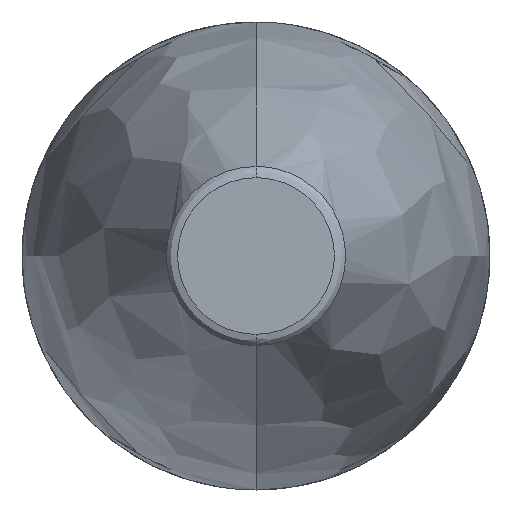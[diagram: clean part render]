
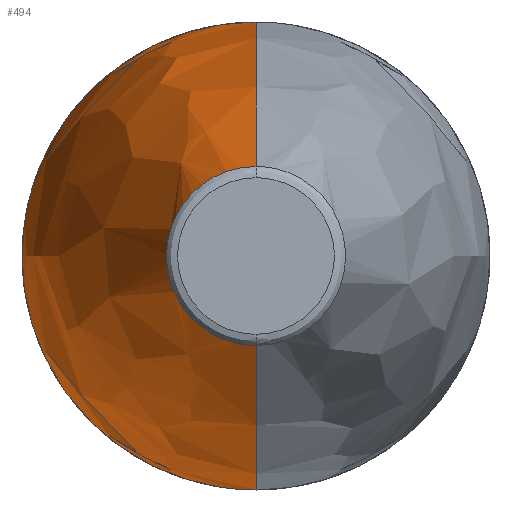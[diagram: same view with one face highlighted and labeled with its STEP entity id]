
A CAD part, left-side view. The second image highlights one B-rep face of the part: STEP entity #494.
In plain terms, the highlighted free-form (B-spline) face has degree [2, 2] with [5, 3] control points.
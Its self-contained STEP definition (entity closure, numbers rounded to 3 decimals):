
#463 = VERTEX_POINT('',#464);
#464 = CARTESIAN_POINT('',(-53.07,49.107,
    67.248));
#469 = EDGE_CURVE('',#470,#463,#472,.T.);
#470 = VERTEX_POINT('',#471);
#471 = CARTESIAN_POINT('',(-53.07,49.107,
    99.329));
#472 = ( BOUNDED_CURVE() B_SPLINE_CURVE(2,(#473,#474,#475,#476,#477),
.UNSPECIFIED.,.F.,.F.) B_SPLINE_CURVE_WITH_KNOTS((3,2,3),(0.,
1.571,3.142),.PIECEWISE_BEZIER_KNOTS.) CURVE() 
GEOMETRIC_REPRESENTATION_ITEM() RATIONAL_B_SPLINE_CURVE((1.,
0.707,1.,0.707,1.)) REPRESENTATION_ITEM('') );
#473 = CARTESIAN_POINT('',(-53.07,49.107,
    99.329));
#474 = CARTESIAN_POINT('',(-53.07,65.148,
    99.329));
#475 = CARTESIAN_POINT('',(-53.07,65.148,
    83.288));
#476 = CARTESIAN_POINT('',(-53.07,65.148,
    67.248));
#477 = CARTESIAN_POINT('',(-53.07,49.107,
    67.248));
#494 = ADVANCED_FACE('',(#495),#522,.F.);
#495 = FACE_BOUND('',#496,.F.);
#496 = EDGE_LOOP('',(#497,#505,#515,#521));
#497 = ORIENTED_EDGE('',*,*,#498,.T.);
#498 = EDGE_CURVE('',#470,#499,#501,.T.);
#499 = VERTEX_POINT('',#500);
#500 = CARTESIAN_POINT('',(-99.008,49.107,
    89.424));
#501 = ( BOUNDED_CURVE() B_SPLINE_CURVE(2,(#502,#503,#504),
.UNSPECIFIED.,.F.,.F.) B_SPLINE_CURVE_WITH_KNOTS((3,3),(3.141,
3.567),.PIECEWISE_BEZIER_KNOTS.) CURVE() 
GEOMETRIC_REPRESENTATION_ITEM() RATIONAL_B_SPLINE_CURVE((1.,
0.977,1.)) REPRESENTATION_ITEM('') );
#502 = CARTESIAN_POINT('',(-53.07,49.107,
    99.329));
#503 = CARTESIAN_POINT('',(-77.108,49.107,
    99.334));
#504 = CARTESIAN_POINT('',(-99.008,49.107,
    89.424));
#505 = ORIENTED_EDGE('',*,*,#506,.T.);
#506 = EDGE_CURVE('',#499,#507,#509,.T.);
#507 = VERTEX_POINT('',#508);
#508 = CARTESIAN_POINT('',(-99.008,49.107,
    77.153));
#509 = ( BOUNDED_CURVE() B_SPLINE_CURVE(2,(#510,#511,#512,#513,#514),
.UNSPECIFIED.,.F.,.F.) B_SPLINE_CURVE_WITH_KNOTS((3,2,3),(0.,
1.571,3.142),.PIECEWISE_BEZIER_KNOTS.) CURVE() 
GEOMETRIC_REPRESENTATION_ITEM() RATIONAL_B_SPLINE_CURVE((1.,
0.707,1.,0.707,1.)) REPRESENTATION_ITEM('') );
#510 = CARTESIAN_POINT('',(-99.008,49.107,
    89.424));
#511 = CARTESIAN_POINT('',(-99.008,55.243,
    89.424));
#512 = CARTESIAN_POINT('',(-99.008,55.243,
    83.288));
#513 = CARTESIAN_POINT('',(-99.008,55.243,
    77.153));
#514 = CARTESIAN_POINT('',(-99.008,49.107,
    77.153));
#515 = ORIENTED_EDGE('',*,*,#516,.F.);
#516 = EDGE_CURVE('',#463,#507,#517,.T.);
#517 = ( BOUNDED_CURVE() B_SPLINE_CURVE(2,(#518,#519,#520),
.UNSPECIFIED.,.F.,.F.) B_SPLINE_CURVE_WITH_KNOTS((3,3),(3.141,
3.567),.PIECEWISE_BEZIER_KNOTS.) CURVE() 
GEOMETRIC_REPRESENTATION_ITEM() RATIONAL_B_SPLINE_CURVE((1.,
0.977,1.)) REPRESENTATION_ITEM('') );
#518 = CARTESIAN_POINT('',(-53.07,49.107,
    67.248));
#519 = CARTESIAN_POINT('',(-77.108,49.107,
    67.243));
#520 = CARTESIAN_POINT('',(-99.008,49.107,
    77.153));
#521 = ORIENTED_EDGE('',*,*,#469,.F.);
#522 = ( BOUNDED_SURFACE() B_SPLINE_SURFACE(2,2,(
    (#523,#524,#525)
    ,(#526,#527,#528)
    ,(#529,#530,#531)
    ,(#532,#533,#534)
    ,(#535,#536,#537
)),.UNSPECIFIED.,.F.,.F.,.F.) B_SPLINE_SURFACE_WITH_KNOTS((3,2,3),(3,3),
  (3.142,4.712,6.283),(2.717,
    3.142),.PIECEWISE_BEZIER_KNOTS.) 
GEOMETRIC_REPRESENTATION_ITEM() RATIONAL_B_SPLINE_SURFACE((
    (1.,0.977,1.)
    ,(0.707,0.691,0.707)
    ,(1.,0.977,1.)
    ,(0.707,0.691,0.707)
,(1.,0.977,1.))) REPRESENTATION_ITEM('') SURFACE() );
#523 = CARTESIAN_POINT('',(-99.008,49.107,
    89.424));
#524 = CARTESIAN_POINT('',(-77.108,49.107,
    99.334));
#525 = CARTESIAN_POINT('',(-53.07,49.107,
    99.329));
#526 = CARTESIAN_POINT('',(-99.008,55.243,
    89.424));
#527 = CARTESIAN_POINT('',(-77.108,65.153,
    99.334));
#528 = CARTESIAN_POINT('',(-53.07,65.148,
    99.329));
#529 = CARTESIAN_POINT('',(-99.008,55.243,
    83.288));
#530 = CARTESIAN_POINT('',(-77.108,65.153,
    83.288));
#531 = CARTESIAN_POINT('',(-53.07,65.148,
    83.288));
#532 = CARTESIAN_POINT('',(-99.008,55.243,
    77.153));
#533 = CARTESIAN_POINT('',(-77.108,65.153,
    67.243));
#534 = CARTESIAN_POINT('',(-53.07,65.148,
    67.248));
#535 = CARTESIAN_POINT('',(-99.008,49.107,
    77.153));
#536 = CARTESIAN_POINT('',(-77.108,49.107,
    67.243));
#537 = CARTESIAN_POINT('',(-53.07,49.107,
    67.248));
